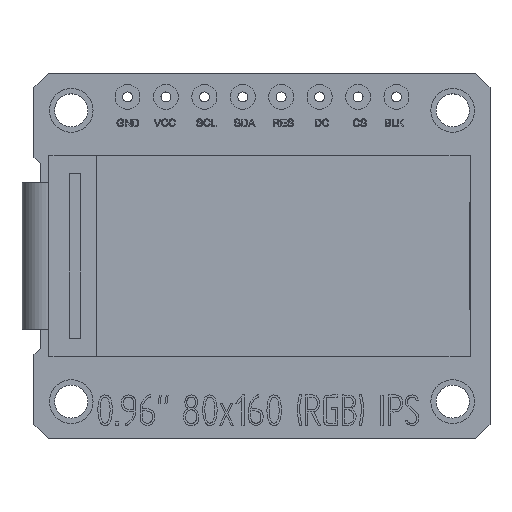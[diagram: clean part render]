
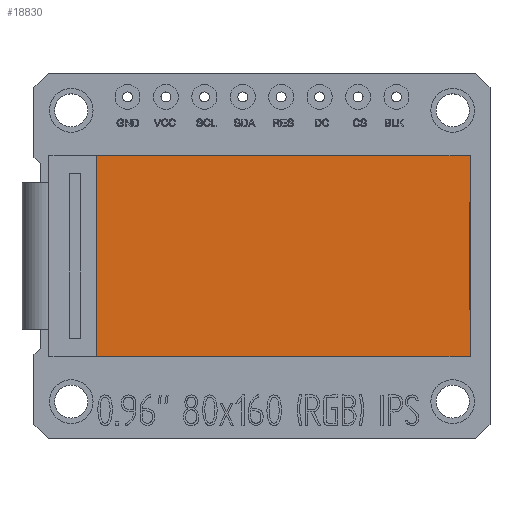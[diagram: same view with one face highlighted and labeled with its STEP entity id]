
A CAD part, top view. The second image highlights one B-rep face of the part: STEP entity #18830.
In plain terms, the highlighted planar face has unit normal (0, 0, 1).
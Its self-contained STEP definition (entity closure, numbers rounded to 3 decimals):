
#1115=ORIENTED_EDGE('',*,*,#4961,.F.);
#1116=ORIENTED_EDGE('',*,*,#4991,.T.);
#1117=ORIENTED_EDGE('',*,*,#4974,.F.);
#1118=ORIENTED_EDGE('',*,*,#4992,.F.);
#1119=ORIENTED_EDGE('',*,*,#4993,.F.);
#1120=ORIENTED_EDGE('',*,*,#4987,.F.);
#1121=ORIENTED_EDGE('',*,*,#4994,.F.);
#1122=ORIENTED_EDGE('',*,*,#4995,.F.);
#1123=ORIENTED_EDGE('',*,*,#4996,.F.);
#1124=ORIENTED_EDGE('',*,*,#4983,.F.);
#1125=ORIENTED_EDGE('',*,*,#4997,.T.);
#1126=ORIENTED_EDGE('',*,*,#4998,.T.);
#4961=EDGE_CURVE('',#6901,#6902,#8221,.T.);
#4974=EDGE_CURVE('',#6914,#6908,#8234,.T.);
#4983=EDGE_CURVE('',#6920,#6921,#8242,.T.);
#4987=EDGE_CURVE('',#6924,#6925,#8246,.T.);
#4991=EDGE_CURVE('',#6901,#6908,#8250,.T.);
#4992=EDGE_CURVE('',#6927,#6914,#8251,.T.);
#4993=EDGE_CURVE('',#6925,#6927,#8252,.T.);
#4994=EDGE_CURVE('',#6928,#6924,#8253,.T.);
#4995=EDGE_CURVE('',#6929,#6928,#8254,.T.);
#4996=EDGE_CURVE('',#6921,#6929,#8255,.T.);
#4997=EDGE_CURVE('',#6920,#6930,#8256,.T.);
#4998=EDGE_CURVE('',#6930,#6902,#8257,.T.);
#6901=VERTEX_POINT('',#22850);
#6902=VERTEX_POINT('',#22852);
#6908=VERTEX_POINT('',#22865);
#6914=VERTEX_POINT('',#22877);
#6920=VERTEX_POINT('',#22897);
#6921=VERTEX_POINT('',#22899);
#6924=VERTEX_POINT('',#22905);
#6925=VERTEX_POINT('',#22907);
#6927=VERTEX_POINT('',#22915);
#6928=VERTEX_POINT('',#22918);
#6929=VERTEX_POINT('',#22920);
#6930=VERTEX_POINT('',#22923);
#8221=LINE('',#22851,#9344);
#8234=LINE('',#22878,#9357);
#8242=LINE('',#22898,#9365);
#8246=LINE('',#22906,#9369);
#8250=LINE('',#22913,#9373);
#8251=LINE('',#22914,#9374);
#8252=LINE('',#22916,#9375);
#8253=LINE('',#22917,#9376);
#8254=LINE('',#22919,#9377);
#8255=LINE('',#22921,#9378);
#8256=LINE('',#22922,#9379);
#8257=LINE('',#22924,#9380);
#9344=VECTOR('',#20359,1000.);
#9357=VECTOR('',#20374,1000.);
#9365=VECTOR('',#20386,1000.);
#9369=VECTOR('',#20390,1000.);
#9373=VECTOR('',#20396,1000.);
#9374=VECTOR('',#20397,1000.);
#9375=VECTOR('',#20398,1000.);
#9376=VECTOR('',#20399,1000.);
#9377=VECTOR('',#20400,1000.);
#9378=VECTOR('',#20401,1000.);
#9379=VECTOR('',#20402,1000.);
#9380=VECTOR('',#20403,1000.);
#10470=EDGE_LOOP('',(#1115,#1116,#1117,#1118,#1119,#1120,#1121,#1122,#1123,
#1124,#1125,#1126));
#11482=FACE_BOUND('',#10470,.T.);
#12493=PLANE('',#19674);
#18830=ADVANCED_FACE('',(#11482),#12493,.F.);
#19674=AXIS2_PLACEMENT_3D('',#22912,#20394,#20395);
#20359=DIRECTION('',(1.,0.,0.));
#20374=DIRECTION('',(-1.,0.,0.));
#20386=DIRECTION('',(0.,-1.,0.));
#20390=DIRECTION('',(0.,-1.,0.));
#20394=DIRECTION('',(0.,0.,-1.));
#20395=DIRECTION('',(-1.,0.,0.));
#20396=DIRECTION('',(0.,-1.,0.));
#20397=DIRECTION('',(0.,-1.,0.));
#20398=DIRECTION('',(-1.,0.,0.));
#20399=DIRECTION('',(1.,0.,0.));
#20400=DIRECTION('',(0.,-1.,0.));
#20401=DIRECTION('',(-1.,0.,0.));
#20402=DIRECTION('',(-1.,0.,0.));
#20403=DIRECTION('',(0.,1.,0.));
#22850=CARTESIAN_POINT('',(-10.935,6.655,3.251));
#22851=CARTESIAN_POINT('',(-14.084,6.655,3.251));
#22852=CARTESIAN_POINT('',(-10.932,6.655,3.251));
#22865=CARTESIAN_POINT('',(-10.935,-6.655,3.251));
#22877=CARTESIAN_POINT('',(-10.932,-6.655,3.251));
#22878=CARTESIAN_POINT('',(13.754,-6.655,3.251));
#22897=CARTESIAN_POINT('',(13.754,6.652,3.251));
#22898=CARTESIAN_POINT('',(13.754,6.655,3.251));
#22899=CARTESIAN_POINT('',(13.754,3.558,3.251));
#22905=CARTESIAN_POINT('',(13.754,-3.558,3.251));
#22906=CARTESIAN_POINT('',(13.754,6.655,3.251));
#22907=CARTESIAN_POINT('',(13.754,-6.652,3.251));
#22912=CARTESIAN_POINT('',(0.,0.,3.251));
#22913=CARTESIAN_POINT('',(-10.935,6.655,3.251));
#22914=CARTESIAN_POINT('',(-10.932,-6.652,3.251));
#22915=CARTESIAN_POINT('',(-10.932,-6.652,3.251));
#22916=CARTESIAN_POINT('',(13.754,-6.652,3.251));
#22917=CARTESIAN_POINT('',(13.752,-3.558,3.251));
#22918=CARTESIAN_POINT('',(13.752,-3.558,3.251));
#22919=CARTESIAN_POINT('',(13.752,3.558,3.251));
#22920=CARTESIAN_POINT('',(13.752,3.558,3.251));
#22921=CARTESIAN_POINT('',(13.754,3.558,3.251));
#22922=CARTESIAN_POINT('',(13.754,6.652,3.251));
#22923=CARTESIAN_POINT('',(-10.932,6.652,3.251));
#22924=CARTESIAN_POINT('',(-10.932,6.652,3.251));
